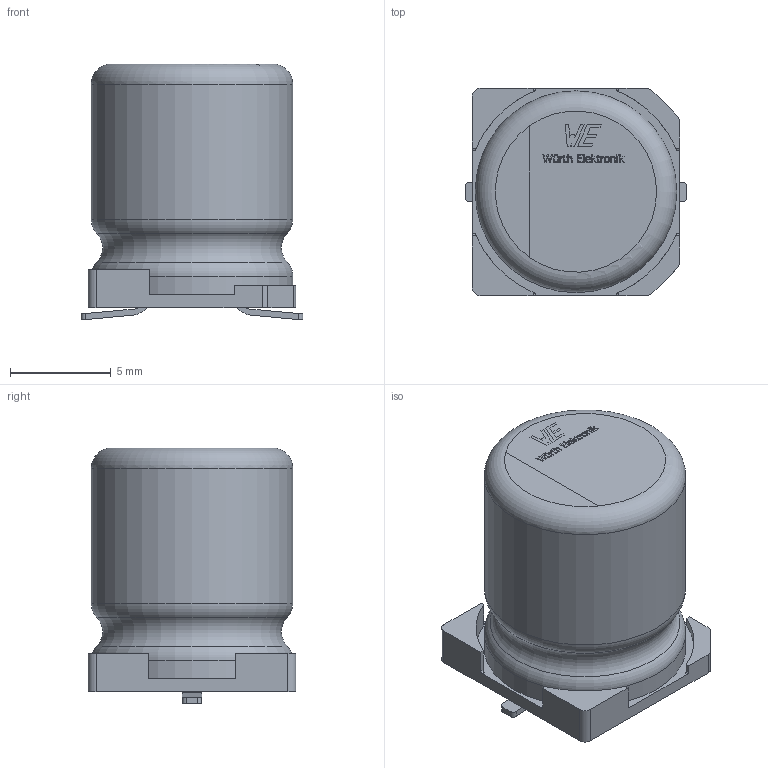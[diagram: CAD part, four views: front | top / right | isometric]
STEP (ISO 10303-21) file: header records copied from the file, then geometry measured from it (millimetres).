
FILE_DESCRIPTION(/* description */ (''),/* implementation_level */ '2;1');
FILE_NAME(/* name */ '1.stp',/* time_stamp */ '2020-11-18T20:14:38+02:00',/* author */ ('k'),/* organization */ (''),/* preprocessor_version */ 'ST-DEVELOPER v15.6',/* originating_system */ 'Autodesk Inventor 2015',/* authorisation */ '');
FILE_SCHEMA (('AUTOMOTIVE_DESIGN { 1 0 10303 214 3 1 1 }'));
Length unit declared in the file: millimetre
Products named in the file (7): 1; 2; 3; 4; Wurth Elektonik Logo 1; Wurth Elektonik Logo
Bounding box: 11 x 10.3 x 12.7 mm (x, y, z)
Volume: 950.7 mm3; surface area: 826.4 mm2
Topology: 25 solids, 25 shells, 333 faces, 844 edges, 561 vertices
Faces by surface type: plane 246, bspline 55, cylinder 28, torus 4
Full cylindrical faces by diameter (mm): 10 x2
Entity records: 10355 total; most frequent: CARTESIAN_POINT 2530, ORIENTED_EDGE 1670, DIRECTION 1350, EDGE_CURVE 835, LINE 666, VECTOR 666, VERTEX_POINT 558, EDGE_LOOP 343
